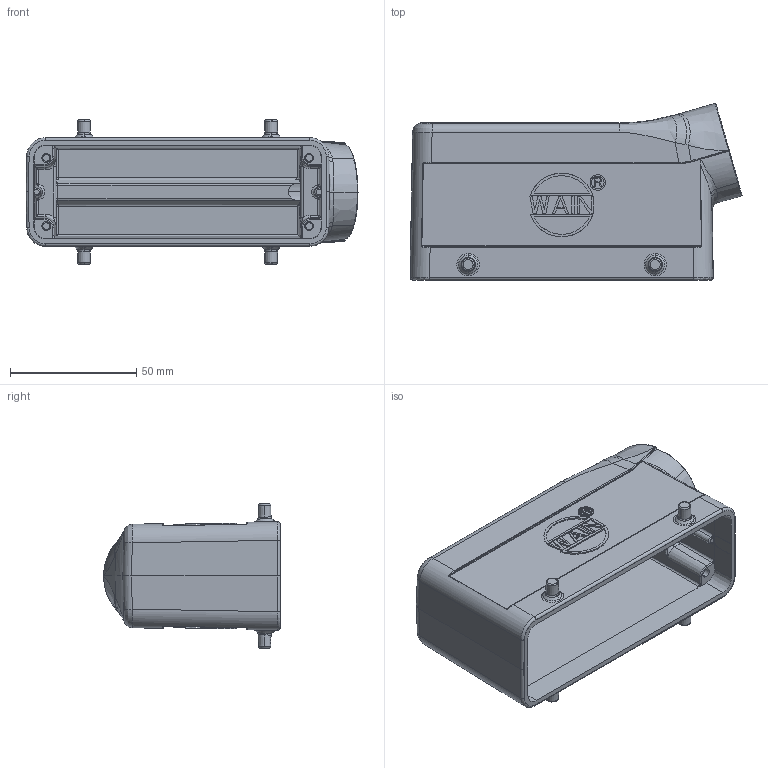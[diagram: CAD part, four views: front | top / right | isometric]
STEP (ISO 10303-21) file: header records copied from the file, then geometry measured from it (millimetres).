
FILE_DESCRIPTION((''),'2;1');
FILE_NAME('H24B-SE-4B','2019-08-21T',('zl.chen'),(''),'PRO/ENGINEER BY PARAMETRIC TECHNOLOGY CORPORATION, 2013430','PRO/ENGINEER BY PARAMETRIC TECHNOLOGY CORPORATION, 2013430','');
FILE_SCHEMA(('CONFIG_CONTROL_DESIGN','SHAPE_APPEARANCE_LAYERS_GROUPS'));
Length unit declared in the file: millimetre
Products named in the file (1): H24B-SE-4B
Bounding box: 131.32 x 69.97 x 57 mm (x, y, z)
Volume: 83215.4 mm3; surface area: 48331.3 mm2
Topology: 1 solids, 1 shells, 558 faces, 1368 edges, 848 vertices
Faces by surface type: plane 245, bspline 113, cylinder 109, torus 43, cone 36, extrusion 8, sphere 3, revolution 1
Entity records: 23806 total; most frequent: CARTESIAN_POINT 11576, ORIENTED_EDGE 2730, DIRECTION 2176, EDGE_CURVE 1365, VERTEX_POINT 848, VECTOR 737, LINE 729, AXIS2_PLACEMENT_3D 719
